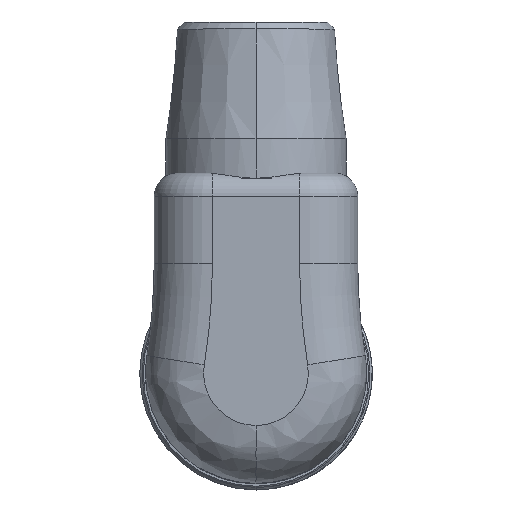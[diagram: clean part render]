
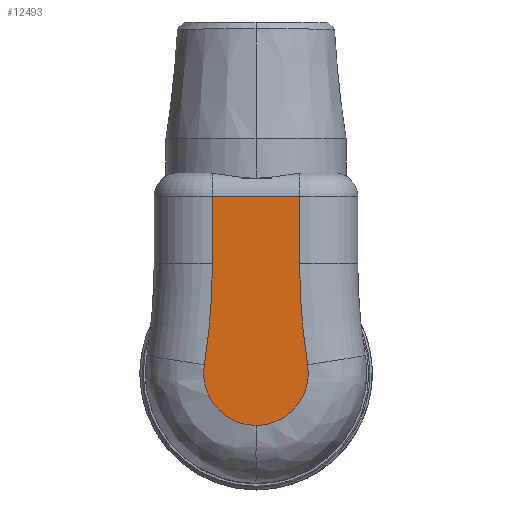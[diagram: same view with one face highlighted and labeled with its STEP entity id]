
A CAD part, top view. The second image highlights one B-rep face of the part: STEP entity #12493.
In plain terms, the highlighted planar face has unit normal (0, 0, 1).
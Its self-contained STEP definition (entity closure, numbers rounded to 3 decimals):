
#8951=AXIS2_PLACEMENT_3D('Circle Axis2P3D',#8949,#8950,$) ;
#9091=AXIS2_PLACEMENT_3D('Circle Axis2P3D',#9089,#9090,$) ;
#12482=AXIS2_PLACEMENT_3D('Plane Axis2P3D',#12479,#12480,#12481) ;
#7419=CARTESIAN_POINT('Line Origine',(6.25,19.417,35.726)) ;
#7423=CARTESIAN_POINT('Vertex',(6.25,25.2,35.726)) ;
#7425=CARTESIAN_POINT('Vertex',(6.25,19.417,35.726)) ;
#7551=CARTESIAN_POINT('Line Origine',(-48.75,25.2,35.726)) ;
#7555=CARTESIAN_POINT('Vertex',(13.75,25.2,35.726)) ;
#7668=CARTESIAN_POINT('Line Origine',(13.75,19.417,35.726)) ;
#7672=CARTESIAN_POINT('Vertex',(13.75,19.417,35.726)) ;
#8023=CARTESIAN_POINT('Vertex',(10.,5.5,35.726)) ;
#8057=CARTESIAN_POINT('Vertex',(14.443,10.712,35.726)) ;
#8061=CARTESIAN_POINT('Control Point',(14.443,10.712,35.726)) ;
#8062=CARTESIAN_POINT('Control Point',(14.915,7.769,35.726)) ;
#8063=CARTESIAN_POINT('Control Point',(12.981,5.5,35.726)) ;
#8064=CARTESIAN_POINT('Control Point',(10.,5.5,35.726)) ;
#8428=CARTESIAN_POINT('Control Point',(10.,5.5,35.726)) ;
#8429=CARTESIAN_POINT('Control Point',(7.019,5.5,35.726)) ;
#8430=CARTESIAN_POINT('Control Point',(5.085,7.769,35.726)) ;
#8431=CARTESIAN_POINT('Control Point',(5.557,10.712,35.726)) ;
#8432=CARTESIAN_POINT('Vertex',(5.557,10.712,35.726)) ;
#8949=CARTESIAN_POINT('Axis2P3D Location',(-48.75,19.417,35.726)) ;
#9089=CARTESIAN_POINT('Axis2P3D Location',(68.75,19.417,35.726)) ;
#12479=CARTESIAN_POINT('Axis2P3D Location',(-48.75,19.417,35.726)) ;
#7420=DIRECTION('Vector Direction',(0.,-1.,0.)) ;
#7552=DIRECTION('Vector Direction',(-1.,0.,0.)) ;
#7669=DIRECTION('Vector Direction',(0.,1.,0.)) ;
#8950=DIRECTION('Axis2P3D Direction',(0.,0.,-1.)) ;
#9090=DIRECTION('Axis2P3D Direction',(0.,0.,-1.)) ;
#12480=DIRECTION('Axis2P3D Direction',(0.,0.,-1.)) ;
#12481=DIRECTION('Axis2P3D XDirection',(-1.,0.,0.)) ;
#7421=VECTOR('Line Direction',#7420,1.) ;
#7553=VECTOR('Line Direction',#7552,1.) ;
#7670=VECTOR('Line Direction',#7669,1.) ;
#12485=ORIENTED_EDGE('',*,*,#7674,.T.) ;
#12486=ORIENTED_EDGE('',*,*,#7557,.T.) ;
#12487=ORIENTED_EDGE('',*,*,#7427,.T.) ;
#12488=ORIENTED_EDGE('',*,*,#8953,.T.) ;
#12489=ORIENTED_EDGE('',*,*,#8434,.T.) ;
#12490=ORIENTED_EDGE('',*,*,#8065,.T.) ;
#12491=ORIENTED_EDGE('',*,*,#9093,.T.) ;
#12493=ADVANCED_FACE('Hauptkoerper',(#12492),#12483,.F.) ;
#8952=CIRCLE('generated circle',#8951,55.) ;
#9092=CIRCLE('generated circle',#9091,55.) ;
#7427=EDGE_CURVE('',#7424,#7426,#7422,.T.) ;
#7557=EDGE_CURVE('',#7556,#7424,#7554,.T.) ;
#7674=EDGE_CURVE('',#7673,#7556,#7671,.T.) ;
#8065=EDGE_CURVE('',#8024,#8058,#8060,.F.) ;
#8434=EDGE_CURVE('',#8433,#8024,#8427,.F.) ;
#8953=EDGE_CURVE('',#7426,#8433,#8952,.T.) ;
#9093=EDGE_CURVE('',#8058,#7673,#9092,.T.) ;
#12484=EDGE_LOOP('',(#12485,#12486,#12487,#12488,#12489,#12490,#12491)) ;
#12492=FACE_OUTER_BOUND('',#12484,.T.) ;
#7422=LINE('Line',#7419,#7421) ;
#7554=LINE('Line',#7551,#7553) ;
#7671=LINE('Line',#7668,#7670) ;
#12483=PLANE('',#12482) ;
#7424=VERTEX_POINT('',#7423) ;
#7426=VERTEX_POINT('',#7425) ;
#7556=VERTEX_POINT('',#7555) ;
#7673=VERTEX_POINT('',#7672) ;
#8024=VERTEX_POINT('',#8023) ;
#8058=VERTEX_POINT('',#8057) ;
#8433=VERTEX_POINT('',#8432) ;
#8060=(BOUNDED_CURVE()B_SPLINE_CURVE(3,(#8061,#8062,#8063,#8064),.UNSPECIFIED.,.F.,.U.)B_SPLINE_CURVE_WITH_KNOTS((4,4),(0.,15.367),.UNSPECIFIED.)CURVE()GEOMETRIC_REPRESENTATION_ITEM()RATIONAL_B_SPLINE_CURVE((1.,0.766,0.766,1.))REPRESENTATION_ITEM('')) ;
#8427=(BOUNDED_CURVE()B_SPLINE_CURVE(3,(#8428,#8429,#8430,#8431),.UNSPECIFIED.,.F.,.U.)B_SPLINE_CURVE_WITH_KNOTS((4,4),(15.367,30.734),.UNSPECIFIED.)CURVE()GEOMETRIC_REPRESENTATION_ITEM()RATIONAL_B_SPLINE_CURVE((1.,0.766,0.766,1.))REPRESENTATION_ITEM('')) ;
